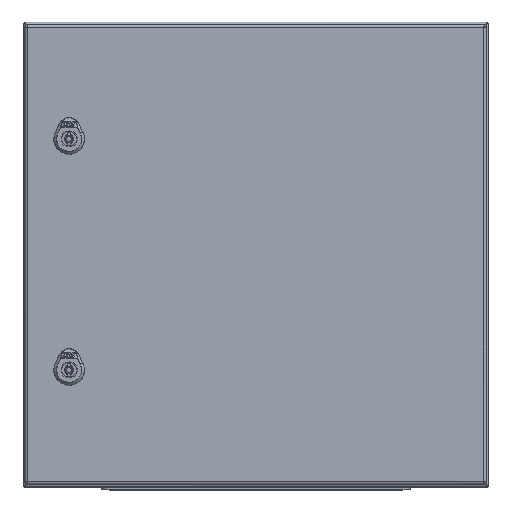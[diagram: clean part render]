
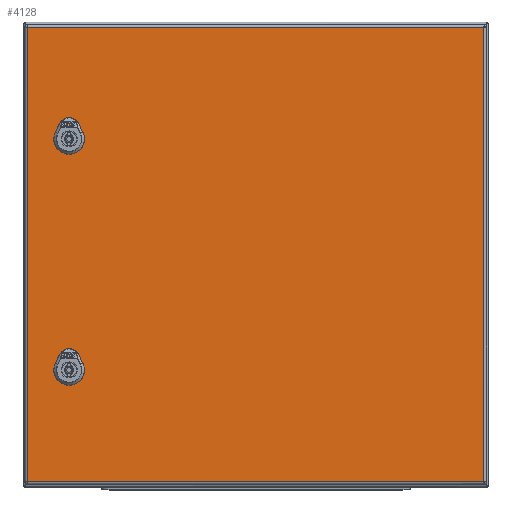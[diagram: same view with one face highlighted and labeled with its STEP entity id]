
A CAD part, top view. The second image highlights one B-rep face of the part: STEP entity #4128.
In plain terms, the highlighted face is planar.
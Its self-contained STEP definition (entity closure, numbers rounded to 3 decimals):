
#801=FACE_BOUND('',#6485,.T.);
#802=FACE_BOUND('',#6486,.T.);
#803=FACE_BOUND('',#6487,.T.);
#4128=ADVANCED_FACE('',(#801,#802,#803),#4864,.F.);
#4864=PLANE('',#19724);
#6485=EDGE_LOOP('',(#10394,#10395,#10396,#10397,#10398,#10399,#10400,#10401));
#6486=EDGE_LOOP('',(#10402,#10403,#10404,#10405,#10406,#10407,#10408,#10409));
#6487=EDGE_LOOP('',(#10410,#10411,#10412,#10413));
#7486=CIRCLE('',#19716,11.25);
#7487=CIRCLE('',#19717,11.25);
#7488=CIRCLE('',#19718,11.25);
#7489=CIRCLE('',#19719,11.25);
#7490=CIRCLE('',#19720,11.25);
#7491=CIRCLE('',#19721,11.25);
#7492=CIRCLE('',#19722,11.25);
#7493=CIRCLE('',#19723,11.25);
#10394=ORIENTED_EDGE('',*,*,#15378,.T.);
#10395=ORIENTED_EDGE('',*,*,#15379,.T.);
#10396=ORIENTED_EDGE('',*,*,#15380,.T.);
#10397=ORIENTED_EDGE('',*,*,#15381,.T.);
#10398=ORIENTED_EDGE('',*,*,#15382,.T.);
#10399=ORIENTED_EDGE('',*,*,#15383,.T.);
#10400=ORIENTED_EDGE('',*,*,#15384,.T.);
#10401=ORIENTED_EDGE('',*,*,#15385,.T.);
#10402=ORIENTED_EDGE('',*,*,#15386,.T.);
#10403=ORIENTED_EDGE('',*,*,#15387,.T.);
#10404=ORIENTED_EDGE('',*,*,#15388,.T.);
#10405=ORIENTED_EDGE('',*,*,#15389,.T.);
#10406=ORIENTED_EDGE('',*,*,#15390,.T.);
#10407=ORIENTED_EDGE('',*,*,#15391,.T.);
#10408=ORIENTED_EDGE('',*,*,#15392,.T.);
#10409=ORIENTED_EDGE('',*,*,#15393,.T.);
#10410=ORIENTED_EDGE('',*,*,#15394,.T.);
#10411=ORIENTED_EDGE('',*,*,#15395,.T.);
#10412=ORIENTED_EDGE('',*,*,#15396,.T.);
#10413=ORIENTED_EDGE('',*,*,#15397,.T.);
#13505=VERTEX_POINT('',#32344);
#13506=VERTEX_POINT('',#32345);
#13507=VERTEX_POINT('',#32347);
#13508=VERTEX_POINT('',#32349);
#13509=VERTEX_POINT('',#32351);
#13510=VERTEX_POINT('',#32353);
#13511=VERTEX_POINT('',#32355);
#13512=VERTEX_POINT('',#32357);
#13513=VERTEX_POINT('',#32360);
#13514=VERTEX_POINT('',#32361);
#13515=VERTEX_POINT('',#32363);
#13516=VERTEX_POINT('',#32365);
#13517=VERTEX_POINT('',#32367);
#13518=VERTEX_POINT('',#32369);
#13519=VERTEX_POINT('',#32371);
#13520=VERTEX_POINT('',#32373);
#13521=VERTEX_POINT('',#32376);
#13522=VERTEX_POINT('',#32377);
#13523=VERTEX_POINT('',#32379);
#13524=VERTEX_POINT('',#32381);
#15378=EDGE_CURVE('',#13505,#13506,#17129,.T.);
#15379=EDGE_CURVE('',#13506,#13507,#7486,.T.);
#15380=EDGE_CURVE('',#13507,#13508,#17130,.T.);
#15381=EDGE_CURVE('',#13508,#13509,#7487,.T.);
#15382=EDGE_CURVE('',#13509,#13510,#17131,.T.);
#15383=EDGE_CURVE('',#13510,#13511,#7488,.T.);
#15384=EDGE_CURVE('',#13511,#13512,#17132,.T.);
#15385=EDGE_CURVE('',#13512,#13505,#7489,.T.);
#15386=EDGE_CURVE('',#13513,#13514,#17133,.T.);
#15387=EDGE_CURVE('',#13514,#13515,#7490,.T.);
#15388=EDGE_CURVE('',#13515,#13516,#17134,.T.);
#15389=EDGE_CURVE('',#13516,#13517,#7491,.T.);
#15390=EDGE_CURVE('',#13517,#13518,#17135,.T.);
#15391=EDGE_CURVE('',#13518,#13519,#7492,.T.);
#15392=EDGE_CURVE('',#13519,#13520,#17136,.T.);
#15393=EDGE_CURVE('',#13520,#13513,#7493,.T.);
#15394=EDGE_CURVE('',#13521,#13522,#17137,.T.);
#15395=EDGE_CURVE('',#13522,#13523,#17138,.T.);
#15396=EDGE_CURVE('',#13523,#13524,#17139,.T.);
#15397=EDGE_CURVE('',#13524,#13521,#17140,.T.);
#17129=LINE('',#32343,#18343);
#17130=LINE('',#32348,#18344);
#17131=LINE('',#32352,#18345);
#17132=LINE('',#32356,#18346);
#17133=LINE('',#32359,#18347);
#17134=LINE('',#32364,#18348);
#17135=LINE('',#32368,#18349);
#17136=LINE('',#32372,#18350);
#17137=LINE('',#32375,#18351);
#17138=LINE('',#32378,#18352);
#17139=LINE('',#32380,#18353);
#17140=LINE('',#32382,#18354);
#18343=VECTOR('',#22585,1.);
#18344=VECTOR('',#22588,1.);
#18345=VECTOR('',#22591,1.);
#18346=VECTOR('',#22594,1.);
#18347=VECTOR('',#22597,1.);
#18348=VECTOR('',#22600,1.);
#18349=VECTOR('',#22603,1.);
#18350=VECTOR('',#22606,1.);
#18351=VECTOR('',#22609,1.);
#18352=VECTOR('',#22610,1.);
#18353=VECTOR('',#22611,1.);
#18354=VECTOR('',#22612,1.);
#19716=AXIS2_PLACEMENT_3D('',#32346,#22586,#22587);
#19717=AXIS2_PLACEMENT_3D('',#32350,#22589,#22590);
#19718=AXIS2_PLACEMENT_3D('',#32354,#22592,#22593);
#19719=AXIS2_PLACEMENT_3D('',#32358,#22595,#22596);
#19720=AXIS2_PLACEMENT_3D('',#32362,#22598,#22599);
#19721=AXIS2_PLACEMENT_3D('',#32366,#22601,#22602);
#19722=AXIS2_PLACEMENT_3D('',#32370,#22604,#22605);
#19723=AXIS2_PLACEMENT_3D('',#32374,#22607,#22608);
#19724=AXIS2_PLACEMENT_3D('',#32383,#22613,#22614);
#22585=DIRECTION('',(-1.,0.,0.));
#22586=DIRECTION('',(0.,0.,1.));
#22587=DIRECTION('',(1.,0.,0.));
#22588=DIRECTION('',(0.,-1.,0.));
#22589=DIRECTION('',(0.,0.,1.));
#22590=DIRECTION('',(1.,0.,0.));
#22591=DIRECTION('',(1.,0.,0.));
#22592=DIRECTION('',(0.,0.,1.));
#22593=DIRECTION('',(1.,0.,0.));
#22594=DIRECTION('',(0.,1.,0.));
#22595=DIRECTION('',(0.,0.,1.));
#22596=DIRECTION('',(1.,0.,0.));
#22597=DIRECTION('',(-1.,0.,0.));
#22598=DIRECTION('',(0.,0.,1.));
#22599=DIRECTION('',(1.,0.,0.));
#22600=DIRECTION('',(0.,-1.,0.));
#22601=DIRECTION('',(0.,0.,1.));
#22602=DIRECTION('',(1.,0.,0.));
#22603=DIRECTION('',(1.,0.,0.));
#22604=DIRECTION('',(0.,0.,1.));
#22605=DIRECTION('',(1.,0.,0.));
#22606=DIRECTION('',(0.,1.,0.));
#22607=DIRECTION('',(0.,0.,1.));
#22608=DIRECTION('',(1.,0.,0.));
#22609=DIRECTION('',(0.,1.,0.));
#22610=DIRECTION('',(1.,0.,0.));
#22611=DIRECTION('',(0.,-1.,0.));
#22612=DIRECTION('',(-1.,0.,0.));
#22613=DIRECTION('',(0.,0.,1.));
#22614=DIRECTION('',(1.,0.,0.));
#32343=CARTESIAN_POINT('',(-245.65,-114.,0.));
#32344=CARTESIAN_POINT('',(205.396,-114.,0.));
#32345=CARTESIAN_POINT('',(195.904,-114.,0.));
#32346=CARTESIAN_POINT('',(200.65,-124.2,0.));
#32347=CARTESIAN_POINT('',(190.45,-119.454,0.));
#32348=CARTESIAN_POINT('',(190.45,-244.7,0.));
#32349=CARTESIAN_POINT('',(190.45,-128.946,0.));
#32350=CARTESIAN_POINT('',(200.65,-124.2,0.));
#32351=CARTESIAN_POINT('',(195.904,-134.4,0.));
#32352=CARTESIAN_POINT('',(-245.65,-134.4,0.));
#32353=CARTESIAN_POINT('',(205.396,-134.4,0.));
#32354=CARTESIAN_POINT('',(200.65,-124.2,0.));
#32355=CARTESIAN_POINT('',(210.85,-128.946,0.));
#32356=CARTESIAN_POINT('',(210.85,-244.7,0.));
#32357=CARTESIAN_POINT('',(210.85,-119.454,0.));
#32358=CARTESIAN_POINT('',(200.65,-124.2,0.));
#32359=CARTESIAN_POINT('',(-245.65,134.4,0.));
#32360=CARTESIAN_POINT('',(205.396,134.4,0.));
#32361=CARTESIAN_POINT('',(195.904,134.4,0.));
#32362=CARTESIAN_POINT('',(200.65,124.2,0.));
#32363=CARTESIAN_POINT('',(190.45,128.946,0.));
#32364=CARTESIAN_POINT('',(190.45,-244.7,0.));
#32365=CARTESIAN_POINT('',(190.45,119.454,0.));
#32366=CARTESIAN_POINT('',(200.65,124.2,0.));
#32367=CARTESIAN_POINT('',(195.904,114.,0.));
#32368=CARTESIAN_POINT('',(-245.65,114.,0.));
#32369=CARTESIAN_POINT('',(205.396,114.,0.));
#32370=CARTESIAN_POINT('',(200.65,124.2,0.));
#32371=CARTESIAN_POINT('',(210.85,119.454,0.));
#32372=CARTESIAN_POINT('',(210.85,-244.7,0.));
#32373=CARTESIAN_POINT('',(210.85,128.946,0.));
#32374=CARTESIAN_POINT('',(200.65,124.2,0.));
#32375=CARTESIAN_POINT('',(-245.35,-244.7,0.));
#32376=CARTESIAN_POINT('',(-245.35,-244.4,0.));
#32377=CARTESIAN_POINT('',(-245.35,244.4,0.));
#32378=CARTESIAN_POINT('',(-245.65,244.4,0.));
#32379=CARTESIAN_POINT('',(245.35,244.4,0.));
#32380=CARTESIAN_POINT('',(245.35,-244.7,0.));
#32381=CARTESIAN_POINT('',(245.35,-244.4,0.));
#32382=CARTESIAN_POINT('',(-245.65,-244.4,0.));
#32383=CARTESIAN_POINT('',(-245.65,-244.7,0.));
